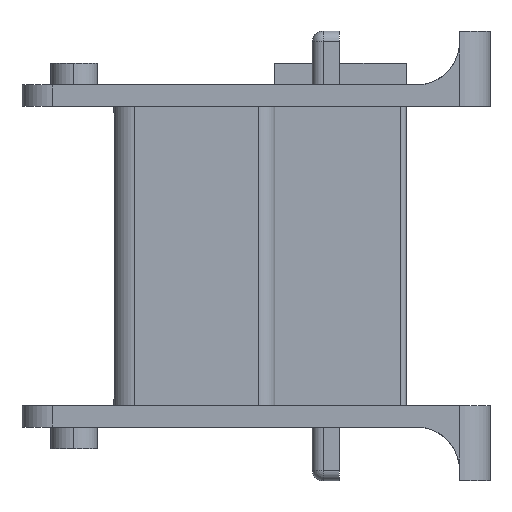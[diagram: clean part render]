
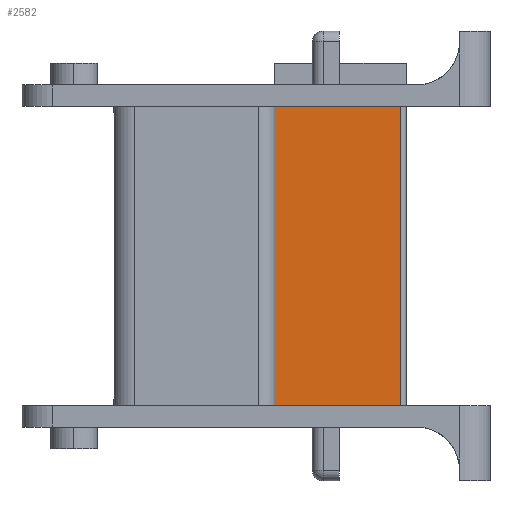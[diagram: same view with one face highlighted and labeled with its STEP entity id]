
A CAD part, left-side view. The second image highlights one B-rep face of the part: STEP entity #2582.
In plain terms, the highlighted planar face has unit normal (-1, 0, 0).
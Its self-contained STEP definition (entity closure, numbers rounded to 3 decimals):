
#62 = DIRECTION ( 'NONE',  ( 0., -1., 0. ) ) ;
#354 = EDGE_CURVE ( 'NONE', #1236, #6971, #4622, .T. ) ;
#386 = DIRECTION ( 'NONE',  ( 0., -1., 0. ) ) ;
#422 = DIRECTION ( 'NONE',  ( -1., 0., 0. ) ) ;
#946 = CARTESIAN_POINT ( 'NONE',  ( -6.6, 0., -13.9 ) ) ;
#1236 = VERTEX_POINT ( 'NONE', #2651 ) ;
#1294 = LINE ( 'NONE', #4391, #7758 ) ;
#1716 = VERTEX_POINT ( 'NONE', #7630 ) ;
#2213 = PLANE ( 'NONE',  #7751 ) ;
#2582 = ADVANCED_FACE ( 'NONE', ( #4083 ), #2213, .T. ) ;
#2602 = DIRECTION ( 'NONE',  ( 0., 0., 1. ) ) ;
#2651 = CARTESIAN_POINT ( 'NONE',  ( -6.6, -11.7, -13.9 ) ) ;
#3245 = EDGE_CURVE ( 'NONE', #6382, #1716, #1294, .T. ) ;
#3639 = ORIENTED_EDGE ( 'NONE', *, *, #4476, .T. ) ;
#3953 = DIRECTION ( 'NONE',  ( 0., -1., 0. ) ) ;
#3992 = CARTESIAN_POINT ( 'NONE',  ( -6.6, 15., 13.9 ) ) ;
#4071 = CARTESIAN_POINT ( 'NONE',  ( -6.6, -11.7, 13.9 ) ) ;
#4083 = FACE_OUTER_BOUND ( 'NONE', #5910, .T. ) ;
#4352 = DIRECTION ( 'NONE',  ( 0., 0., 1. ) ) ;
#4391 = CARTESIAN_POINT ( 'NONE',  ( -6.6, 0., -26.192 ) ) ;
#4476 = EDGE_CURVE ( 'NONE', #6382, #1236, #5498, .T. ) ;
#4622 = LINE ( 'NONE', #6795, #4784 ) ;
#4784 = VECTOR ( 'NONE', #2602, 1000. ) ;
#5462 = CARTESIAN_POINT ( 'NONE',  ( -6.6, 0., -13.9 ) ) ;
#5498 = LINE ( 'NONE', #5462, #6935 ) ;
#5822 = CARTESIAN_POINT ( 'NONE',  ( -6.6, 0., -26.192 ) ) ;
#5910 = EDGE_LOOP ( 'NONE', ( #7508, #6515, #3639, #7459 ) ) ;
#6382 = VERTEX_POINT ( 'NONE', #946 ) ;
#6515 = ORIENTED_EDGE ( 'NONE', *, *, #3245, .F. ) ;
#6795 = CARTESIAN_POINT ( 'NONE',  ( -6.6, -11.7, -26.192 ) ) ;
#6836 = EDGE_CURVE ( 'NONE', #1716, #6971, #7502, .T. ) ;
#6935 = VECTOR ( 'NONE', #62, 1000. ) ;
#6971 = VERTEX_POINT ( 'NONE', #4071 ) ;
#7459 = ORIENTED_EDGE ( 'NONE', *, *, #354, .T. ) ;
#7502 = LINE ( 'NONE', #3992, #7599 ) ;
#7508 = ORIENTED_EDGE ( 'NONE', *, *, #6836, .F. ) ;
#7599 = VECTOR ( 'NONE', #3953, 1000. ) ;
#7630 = CARTESIAN_POINT ( 'NONE',  ( -6.6, 0., 13.9 ) ) ;
#7751 = AXIS2_PLACEMENT_3D ( 'NONE', #5822, #422, #386 ) ;
#7758 = VECTOR ( 'NONE', #4352, 1000. ) ;
